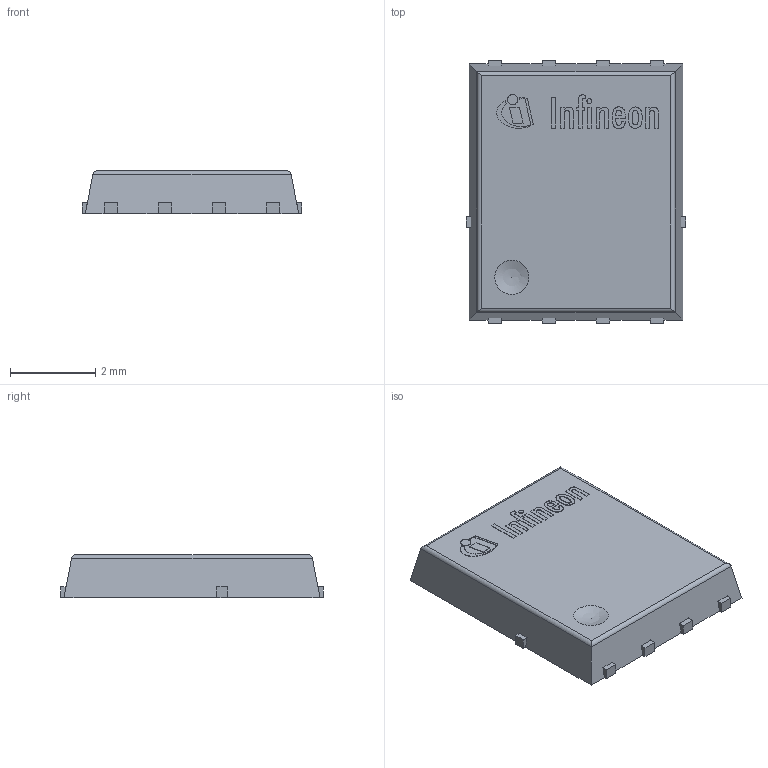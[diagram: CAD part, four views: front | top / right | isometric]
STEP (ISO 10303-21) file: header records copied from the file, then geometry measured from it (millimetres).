
FILE_DESCRIPTION(/* description */ (''),/* implementation_level */ '2;1');
FILE_NAME(/* name */ 'PG-TDSON-8-17.stp',/* time_stamp */ '2017-10-03T15:07:44+08:00',/* author */ ('guptavas'),/* organization */ (''),/* preprocessor_version */ 'ST-DEVELOPER v15.2',/* originating_system */ 'Autodesk Inventor 2014',/* authorisation */ '');
FILE_SCHEMA (('CONFIG_CONTROL_DESIGN'));
Length unit declared in the file: millimetre
Products named in the file (6): PG-TDSON-8-17_UPPER_MOLD; PG-TDSON-8-17_EXPOSED_LEAD_1; PG-TDSON-8-17_EXPOSED_LEAD_2; PG-TDSON-8-17_EXPOSED_LEAD_3; PG-TDSON-8-17_LOGO; PG-TDSON-8-17
Assembly tree (5 placements, depth 2):
  PG-TDSON-8-17
    PG-TDSON-8-17_UPPER_MOLD
    PG-TDSON-8-17_EXPOSED_LEAD_1
    PG-TDSON-8-17_EXPOSED_LEAD_2
    PG-TDSON-8-17_EXPOSED_LEAD_3
    PG-TDSON-8-17_LOGO
Bounding box: 5.15 x 6.15 x 1.01 mm (x, y, z)
Volume: 27.9 mm3; surface area: 129.5 mm2
Topology: 16 solids, 16 shells, 398 faces, 1095 edges, 729 vertices
Faces by surface type: plane 248, cylinder 149, sphere 1
Full cylindrical faces by diameter (mm): 0.116 x1, 0.24 x1
Entity records: 12825 total; most frequent: CARTESIAN_POINT 2226, DIRECTION 2203, ORIENTED_EDGE 2180, EDGE_CURVE 1090, LINE 795, VECTOR 795, VERTEX_POINT 727, AXIS2_PLACEMENT_3D 704
